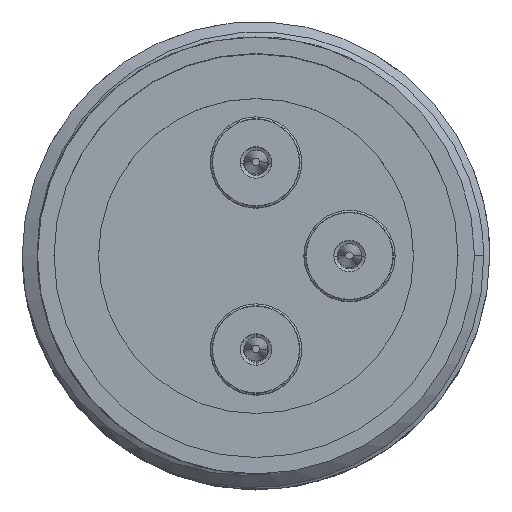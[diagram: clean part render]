
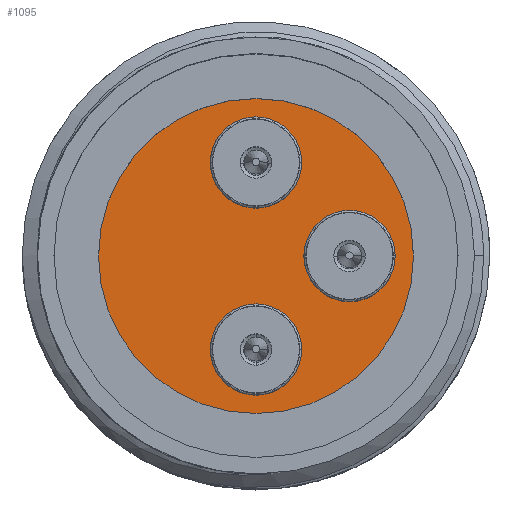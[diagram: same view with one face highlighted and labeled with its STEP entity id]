
A CAD part, top view. The second image highlights one B-rep face of the part: STEP entity #1095.
In plain terms, the highlighted face is planar.
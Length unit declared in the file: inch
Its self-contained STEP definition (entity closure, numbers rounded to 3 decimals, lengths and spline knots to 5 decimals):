
#553 = EDGE_CURVE ( 'NONE', #676, #554, #2689, .T. ) ;
#554 = VERTEX_POINT ( 'NONE', #2818 ) ;
#676 = VERTEX_POINT ( 'NONE', #2956 ) ;
#780 = EDGE_CURVE ( 'NONE', #781, #782, #3146, .T. ) ;
#781 = VERTEX_POINT ( 'NONE', #3137 ) ;
#782 = VERTEX_POINT ( 'NONE', #3136 ) ;
#904 = EDGE_LOOP ( 'NONE', ( #905, #907 ) ) ;
#905 = ORIENTED_EDGE ( 'NONE', *, *, #906, .T. ) ;
#906 = EDGE_CURVE ( 'NONE', #782, #781, #3551, .T. ) ;
#907 = ORIENTED_EDGE ( 'NONE', *, *, #780, .T. ) ;
#908 = EDGE_LOOP ( 'NONE', ( #909, #911 ) ) ;
#909 = ORIENTED_EDGE ( 'NONE', *, *, #910, .T. ) ;
#910 = EDGE_CURVE ( 'NONE', #554, #676, #3367, .T. ) ;
#911 = ORIENTED_EDGE ( 'NONE', *, *, #553, .T. ) ;
#912 = EDGE_LOOP ( 'NONE', ( #1080, #1082 ) ) ;
#915 = VERTEX_POINT ( 'NONE', #3418 ) ;
#917 = VERTEX_POINT ( 'NONE', #3417 ) ;
#1027 = EDGE_CURVE ( 'NONE', #915, #917, #3455, .T. ) ;
#1037 = EDGE_CURVE ( 'NONE', #917, #915, #3722, .T. ) ;
#1080 = ORIENTED_EDGE ( 'NONE', *, *, #1081, .T. ) ;
#1081 = EDGE_CURVE ( 'NONE', #1090, #1089, #3628, .T. ) ;
#1082 = ORIENTED_EDGE ( 'NONE', *, *, #1088, .T. ) ;
#1083 = EDGE_LOOP ( 'NONE', ( #1084, #1085 ) ) ;
#1084 = ORIENTED_EDGE ( 'NONE', *, *, #1037, .F. ) ;
#1085 = ORIENTED_EDGE ( 'NONE', *, *, #1027, .F. ) ;
#1088 = EDGE_CURVE ( 'NONE', #1089, #1090, #3619, .T. ) ;
#1089 = VERTEX_POINT ( 'NONE', #3782 ) ;
#1090 = VERTEX_POINT ( 'NONE', #3781 ) ;
#1095 = ADVANCED_FACE ( 'NONE', ( #3771, #3770, #3769, #3768 ), #3767, .F. ) ;
#2687 = CARTESIAN_POINT ( 'NONE',  ( 0., -0.125, 0. ) ) ;
#2688 = AXIS2_PLACEMENT_3D ( 'NONE', #2687, #2820, #2819 ) ;
#2689 = CIRCLE ( 'NONE', #2688, 0.06 ) ;
#2818 = CARTESIAN_POINT ( 'NONE',  ( 0.06, -0.125, 0. ) ) ;
#2819 = DIRECTION ( 'NONE',  ( -1., 0., 0. ) ) ;
#2820 = DIRECTION ( 'NONE',  ( 0., 0., 1. ) ) ;
#2956 = CARTESIAN_POINT ( 'NONE',  ( -0.06, -0.125, 0. ) ) ;
#3136 = CARTESIAN_POINT ( 'NONE',  ( -0.065, 0., 0. ) ) ;
#3137 = CARTESIAN_POINT ( 'NONE',  ( -0.185, 0., 0. ) ) ;
#3138 = DIRECTION ( 'NONE',  ( 0., 1., 0. ) ) ;
#3139 = DIRECTION ( 'NONE',  ( 0., 0., 1. ) ) ;
#3140 = CARTESIAN_POINT ( 'NONE',  ( -0.125, 0., 0. ) ) ;
#3141 = AXIS2_PLACEMENT_3D ( 'NONE', #3140, #3139, #3138 ) ;
#3146 = CIRCLE ( 'NONE', #3141, 0.06 ) ;
#3364 = DIRECTION ( 'NONE',  ( -1., 0., 0. ) ) ;
#3365 = DIRECTION ( 'NONE',  ( 0., 0., 1. ) ) ;
#3366 = AXIS2_PLACEMENT_3D ( 'NONE', #3552, #3365, #3364 ) ;
#3367 = CIRCLE ( 'NONE', #3366, 0.06 ) ;
#3368 = DIRECTION ( 'NONE',  ( 0., 1., 0. ) ) ;
#3417 = CARTESIAN_POINT ( 'NONE',  ( -0.226, 0., 0. ) ) ;
#3418 = CARTESIAN_POINT ( 'NONE',  ( 0.226, 0., 0. ) ) ;
#3451 = DIRECTION ( 'NONE',  ( 1., 0., 0. ) ) ;
#3452 = DIRECTION ( 'NONE',  ( 0., 0., 1. ) ) ;
#3453 = CARTESIAN_POINT ( 'NONE',  ( 0., 0., 0. ) ) ;
#3454 = AXIS2_PLACEMENT_3D ( 'NONE', #3453, #3452, #3451 ) ;
#3455 = CIRCLE ( 'NONE', #3454, 0.226 ) ;
#3548 = DIRECTION ( 'NONE',  ( 0., 0., 1. ) ) ;
#3549 = CARTESIAN_POINT ( 'NONE',  ( -0.125, 0., 0. ) ) ;
#3550 = AXIS2_PLACEMENT_3D ( 'NONE', #3549, #3548, #3368 ) ;
#3551 = CIRCLE ( 'NONE', #3550, 0.06 ) ;
#3552 = CARTESIAN_POINT ( 'NONE',  ( 0., -0.125, 0. ) ) ;
#3614 = CARTESIAN_POINT ( 'NONE',  ( 0., 0., 0. ) ) ;
#3619 = CIRCLE ( 'NONE', #3786, 0.06 ) ;
#3620 = DIRECTION ( 'NONE',  ( 1., 0., 0. ) ) ;
#3621 = DIRECTION ( 'NONE',  ( 0., 0., 1. ) ) ;
#3622 = CARTESIAN_POINT ( 'NONE',  ( 0., 0.125, 0. ) ) ;
#3623 = AXIS2_PLACEMENT_3D ( 'NONE', #3622, #3621, #3620 ) ;
#3628 = CIRCLE ( 'NONE', #3623, 0.06 ) ;
#3719 = DIRECTION ( 'NONE',  ( 1., 0., 0. ) ) ;
#3720 = DIRECTION ( 'NONE',  ( 0., 0., 1. ) ) ;
#3721 = AXIS2_PLACEMENT_3D ( 'NONE', #3614, #3720, #3719 ) ;
#3722 = CIRCLE ( 'NONE', #3721, 0.226 ) ;
#3762 = DIRECTION ( 'NONE',  ( 1., 0., 0. ) ) ;
#3763 = DIRECTION ( 'NONE',  ( 0., 0., 1. ) ) ;
#3764 = AXIS2_PLACEMENT_3D ( 'NONE', #3766, #3763, #3762 ) ;
#3766 = CARTESIAN_POINT ( 'NONE',  ( 0., 0., 0. ) ) ;
#3767 = PLANE ( 'NONE',  #3764 ) ;
#3768 = FACE_OUTER_BOUND ( 'NONE', #1083, .T. ) ;
#3769 = FACE_BOUND ( 'NONE', #912, .T. ) ;
#3770 = FACE_BOUND ( 'NONE', #908, .T. ) ;
#3771 = FACE_BOUND ( 'NONE', #904, .T. ) ;
#3781 = CARTESIAN_POINT ( 'NONE',  ( 0.06, 0.125, 0. ) ) ;
#3782 = CARTESIAN_POINT ( 'NONE',  ( -0.06, 0.125, 0. ) ) ;
#3783 = DIRECTION ( 'NONE',  ( 1., 0., 0. ) ) ;
#3784 = DIRECTION ( 'NONE',  ( 0., 0., 1. ) ) ;
#3785 = CARTESIAN_POINT ( 'NONE',  ( 0., 0.125, 0. ) ) ;
#3786 = AXIS2_PLACEMENT_3D ( 'NONE', #3785, #3784, #3783 ) ;
